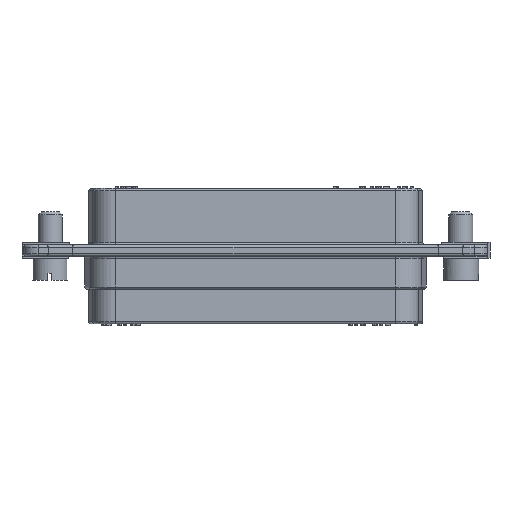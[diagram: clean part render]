
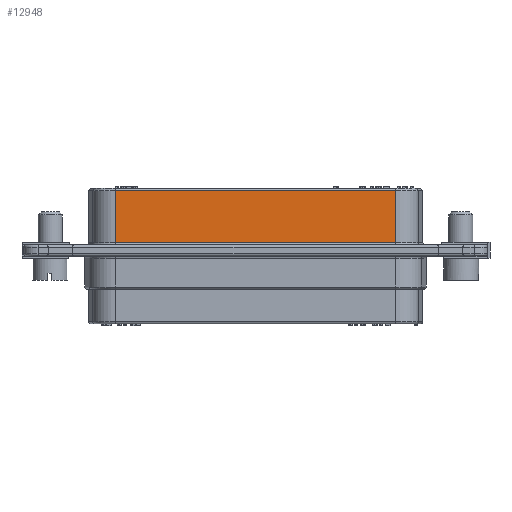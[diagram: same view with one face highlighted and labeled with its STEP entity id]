
A CAD part, front view. The second image highlights one B-rep face of the part: STEP entity #12948.
In plain terms, the highlighted planar face has unit normal (0, -1, 0).
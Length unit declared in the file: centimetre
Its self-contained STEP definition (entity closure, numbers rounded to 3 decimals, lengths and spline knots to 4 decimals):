
#1152=VECTOR('',#20912,1.);
#1153=VECTOR('',#20916,1.);
#1606=VECTOR('',#21549,1.);
#1620=VECTOR('',#21587,1.);
#2175=LINE('',#14627,#1152);
#2176=LINE('',#14631,#1153);
#2629=LINE('',#17689,#1606);
#2643=LINE('',#17731,#1620);
#3081=PLANE('',#13529);
#4256=VERTEX_POINT('',#17677);
#4260=VERTEX_POINT('',#17686);
#4274=VERTEX_POINT('',#17728);
#4275=VERTEX_POINT('',#17730);
#6081=EDGE_CURVE('',#4256,#4260,#2629,.T.);
#6102=EDGE_CURVE('',#4274,#4260,#2176,.T.);
#6104=EDGE_CURVE('',#4275,#4256,#2175,.T.);
#6105=EDGE_CURVE('',#4274,#4275,#2643,.T.);
#8602=ORIENTED_EDGE('',*,*,#6081,.F.);
#8603=ORIENTED_EDGE('',*,*,#6104,.F.);
#8604=ORIENTED_EDGE('',*,*,#6105,.F.);
#8605=ORIENTED_EDGE('',*,*,#6102,.T.);
#11075=EDGE_LOOP('',(#8602,#8603,#8604,#8605));
#12038=FACE_BOUND('',#11075,.T.);
#12948=ADVANCED_FACE('',(#12038),#3081,.T.);
#13529=AXIS2_PLACEMENT_3D('',#14630,#20915,$);
#14627=CARTESIAN_POINT('',(-1.604,-0.3975,-0.7747));
#14630=CARTESIAN_POINT('',(0.,-0.3975,-0.7747));
#14631=CARTESIAN_POINT('',(1.604,-0.3975,-0.7747));
#17677=CARTESIAN_POINT('',(-1.604,-0.3975,0.7493));
#17686=CARTESIAN_POINT('',(1.604,-0.3975,0.7493));
#17689=CARTESIAN_POINT('',(0.,-0.3975,0.7493));
#17728=CARTESIAN_POINT('',(1.604,-0.3975,0.1524));
#17730=CARTESIAN_POINT('',(-1.604,-0.3975,0.1524));
#17731=CARTESIAN_POINT('',(0.0004,-0.3975,0.1524));
#20912=DIRECTION('',(0.,0.,1.));
#20915=DIRECTION('',(0.,-1.,0.));
#20916=DIRECTION('',(0.,0.,1.));
#21549=DIRECTION('',(1.,0.,0.));
#21587=DIRECTION('',(-1.,0.,0.));
